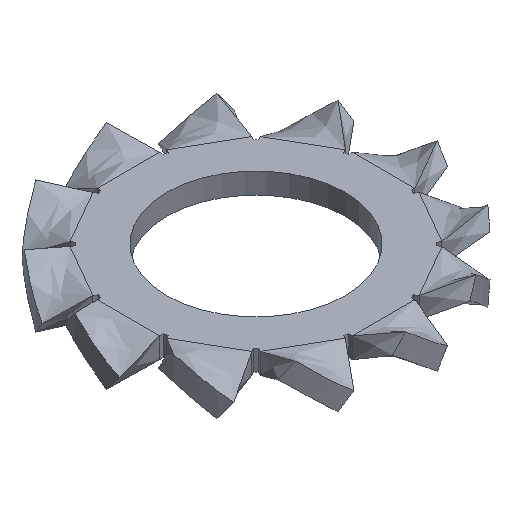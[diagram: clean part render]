
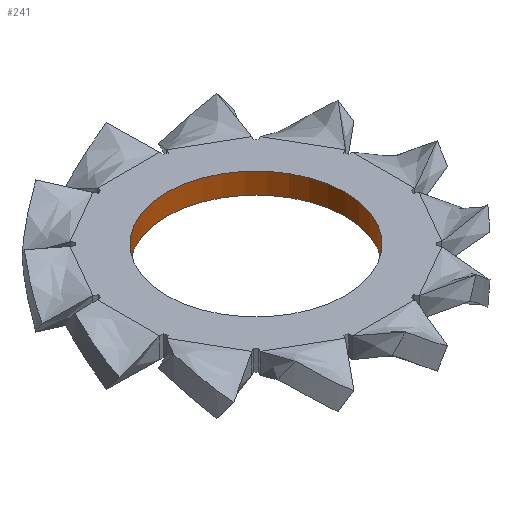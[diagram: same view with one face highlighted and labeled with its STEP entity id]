
A CAD part, isometric view. The second image highlights one B-rep face of the part: STEP entity #241.
In plain terms, the highlighted cylindrical face has radius 2.15 mm (diameter 4.3 mm), a full revolution.
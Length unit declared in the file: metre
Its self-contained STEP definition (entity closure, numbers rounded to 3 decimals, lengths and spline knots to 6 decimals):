
#241 = ADVANCED_FACE( 'NONE', ( #516, #517 ), #518, .F. );
#516 = FACE_OUTER_BOUND( '', #1175, .T. );
#517 = FACE_OUTER_BOUND( '', #1176, .T. );
#518 = CYLINDRICAL_SURFACE( '', #1177, 0.00215 );
#1175 = EDGE_LOOP( '', ( #1898 ) );
#1176 = EDGE_LOOP( '', ( #1899 ) );
#1177 = AXIS2_PLACEMENT_3D( '', #1900, #1901, #1902 );
#1898 = ORIENTED_EDGE( '', *, *, #2346, .F. );
#1899 = ORIENTED_EDGE( '', *, *, #2476, .T. );
#1900 = CARTESIAN_POINT( '', ( 0., 0., 0.00025 ) );
#1901 = DIRECTION( '', ( 0., 0., 1. ) );
#1902 = DIRECTION( '', ( -1., 0., 0. ) );
#2346 = EDGE_CURVE( 'NONE', #2782, #2782, #2783, .T. );
#2476 = EDGE_CURVE( 'NONE', #2956, #2956, #2957, .T. );
#2782 = VERTEX_POINT( '', #3500 );
#2783 = CIRCLE( '', #3501, 0.00215 );
#2956 = VERTEX_POINT( '', #3927 );
#2957 = CIRCLE( '', #3928, 0.00215 );
#3500 = CARTESIAN_POINT( '', ( 0.00215, 0., -0.00025 ) );
#3501 = AXIS2_PLACEMENT_3D( '', #4266, #4267, #4268 );
#3927 = CARTESIAN_POINT( '', ( 0.00215, 0., 0.00025 ) );
#3928 = AXIS2_PLACEMENT_3D( '', #4348, #4349, #4350 );
#4266 = CARTESIAN_POINT( '', ( 0., 0., -0.00025 ) );
#4267 = DIRECTION( '', ( 0., 0., 1. ) );
#4268 = DIRECTION( '', ( 1., 0., 0. ) );
#4348 = CARTESIAN_POINT( '', ( 0., 0., 0.00025 ) );
#4349 = DIRECTION( '', ( 0., 0., 1. ) );
#4350 = DIRECTION( '', ( 1., 0., 0. ) );
